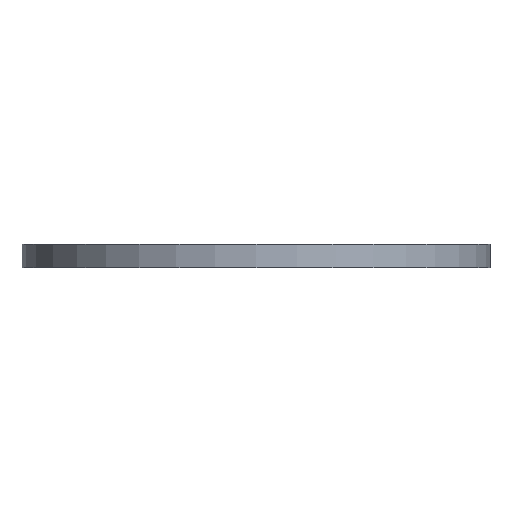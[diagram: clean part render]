
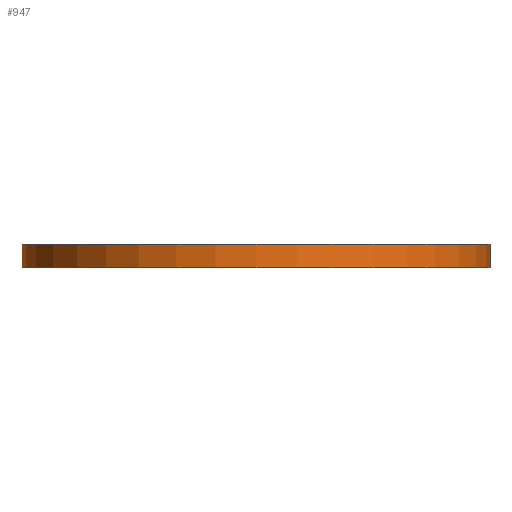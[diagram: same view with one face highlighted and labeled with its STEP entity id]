
A CAD part, front view. The second image highlights one B-rep face of the part: STEP entity #947.
In plain terms, the highlighted cylindrical face has radius 19.8 mm (diameter 39.6 mm), a partial arc.
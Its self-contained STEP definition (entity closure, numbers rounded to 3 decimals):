
#44 = ORIENTED_EDGE ( 'NONE', *, *, #4479, .T. ) ;
#96 = AXIS2_PLACEMENT_3D ( 'NONE', #884, #4568, #11838 ) ;
#251 = EDGE_CURVE ( 'NONE', #6215, #2424, #5654, .T. ) ;
#884 = CARTESIAN_POINT ( 'NONE',  ( 0., 0., 2. ) ) ;
#947 = ADVANCED_FACE ( 'NONE', ( #8422 ), #8474, .T. ) ;
#1030 = CARTESIAN_POINT ( 'NONE',  ( 0., 0., 2. ) ) ;
#1666 = DIRECTION ( 'NONE',  ( 0., 0., -1. ) ) ;
#2424 = VERTEX_POINT ( 'NONE', #8828 ) ;
#2825 = DIRECTION ( 'NONE',  ( 0., 0., 1. ) ) ;
#2888 = DIRECTION ( 'NONE',  ( 0., 0., -1. ) ) ;
#3800 = CARTESIAN_POINT ( 'NONE',  ( 0., 0., 0. ) ) ;
#3817 = DIRECTION ( 'NONE',  ( 0., 0., -1. ) ) ;
#3968 = DIRECTION ( 'NONE',  ( -1., 0., 0. ) ) ;
#4082 = LINE ( 'NONE', #4728, #11787 ) ;
#4186 = EDGE_CURVE ( 'NONE', #6215, #4436, #4082, .T. ) ;
#4436 = VERTEX_POINT ( 'NONE', #9214 ) ;
#4479 = EDGE_CURVE ( 'NONE', #4436, #9057, #10246, .T. ) ;
#4568 = DIRECTION ( 'NONE',  ( 0., 0., 1. ) ) ;
#4713 = DIRECTION ( 'NONE',  ( 1., 0., 0. ) ) ;
#4728 = CARTESIAN_POINT ( 'NONE',  ( -19.8, 0., 2. ) ) ;
#5403 = EDGE_CURVE ( 'NONE', #2424, #9057, #7119, .T. ) ;
#5654 = CIRCLE ( 'NONE', #96, 19.8 ) ;
#5944 = ORIENTED_EDGE ( 'NONE', *, *, #5403, .F. ) ;
#6215 = VERTEX_POINT ( 'NONE', #8961 ) ;
#6381 = AXIS2_PLACEMENT_3D ( 'NONE', #1030, #2888, #3968 ) ;
#6845 = VECTOR ( 'NONE', #1666, 1000. ) ;
#7119 = LINE ( 'NONE', #9867, #6845 ) ;
#7238 = ORIENTED_EDGE ( 'NONE', *, *, #251, .F. ) ;
#8050 = CARTESIAN_POINT ( 'NONE',  ( 19.8, 0., 0. ) ) ;
#8422 = FACE_OUTER_BOUND ( 'NONE', #11520, .T. ) ;
#8474 = CYLINDRICAL_SURFACE ( 'NONE', #6381, 19.8 ) ;
#8475 = ORIENTED_EDGE ( 'NONE', *, *, #4186, .T. ) ;
#8828 = CARTESIAN_POINT ( 'NONE',  ( 19.8, 0., 2. ) ) ;
#8961 = CARTESIAN_POINT ( 'NONE',  ( -19.8, 0., 2. ) ) ;
#9057 = VERTEX_POINT ( 'NONE', #8050 ) ;
#9102 = AXIS2_PLACEMENT_3D ( 'NONE', #3800, #2825, #4713 ) ;
#9214 = CARTESIAN_POINT ( 'NONE',  ( -19.8, 0., 0. ) ) ;
#9867 = CARTESIAN_POINT ( 'NONE',  ( 19.8, 0., 2. ) ) ;
#10246 = CIRCLE ( 'NONE', #9102, 19.8 ) ;
#11520 = EDGE_LOOP ( 'NONE', ( #5944, #7238, #8475, #44 ) ) ;
#11787 = VECTOR ( 'NONE', #3817, 1000. ) ;
#11838 = DIRECTION ( 'NONE',  ( 1., 0., 0. ) ) ;
